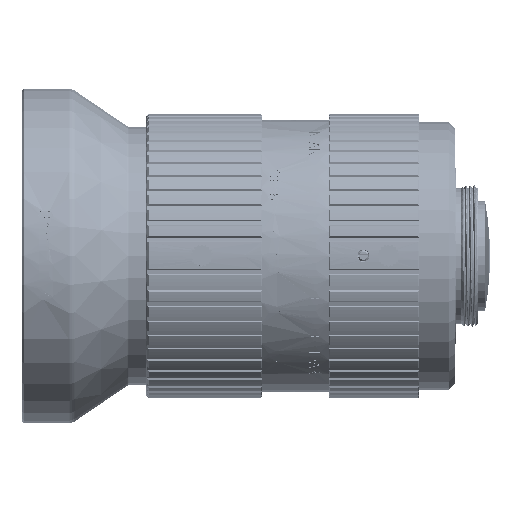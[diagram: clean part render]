
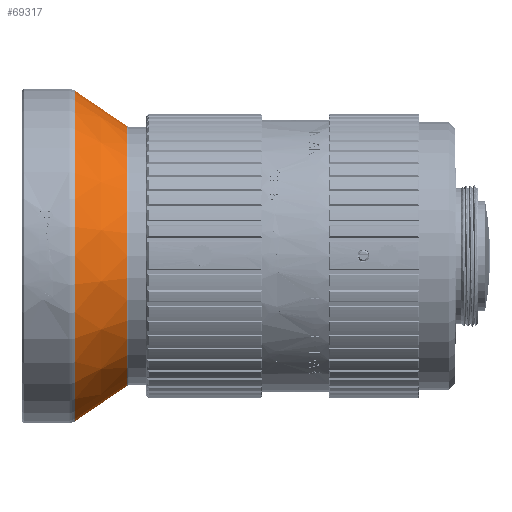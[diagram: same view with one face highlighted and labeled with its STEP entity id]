
A CAD part, top view. The second image highlights one B-rep face of the part: STEP entity #69317.
In plain terms, the highlighted conical face has half-angle 34.216 degrees and reference radius 26.462 mm.
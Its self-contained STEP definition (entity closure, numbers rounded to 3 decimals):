
#64164 = VERTEX_POINT('',#64165);
#64165 = CARTESIAN_POINT('',(-58.402,-29.654,
    0.));
#64172 = EDGE_CURVE('',#64173,#64164,#64175,.T.);
#64173 = VERTEX_POINT('',#64174);
#64174 = CARTESIAN_POINT('',(-58.402,29.654,
    0.));
#64175 = CIRCLE('',#64176,29.654);
#64176 = AXIS2_PLACEMENT_3D('',#64177,#64178,#64179);
#64177 = CARTESIAN_POINT('',(-58.402,0.,0.));
#64178 = DIRECTION('',(1.,0.,0.));
#64179 = DIRECTION('',(-0.,1.,0.));
#69170 = EDGE_CURVE('',#69171,#64164,#69173,.T.);
#69171 = VERTEX_POINT('',#69172);
#69172 = CARTESIAN_POINT('',(-49.012,-23.269,
    0.));
#69173 = LINE('',#69174,#69175);
#69174 = CARTESIAN_POINT('',(-49.012,-23.269,
    0.));
#69175 = VECTOR('',#69176,1.);
#69176 = DIRECTION('',(-0.827,-0.562,
    0.));
#69180 = EDGE_CURVE('',#64173,#69181,#69183,.T.);
#69181 = VERTEX_POINT('',#69182);
#69182 = CARTESIAN_POINT('',(-49.012,23.269,0.));
#69183 = LINE('',#69184,#69185);
#69184 = CARTESIAN_POINT('',(-58.402,29.654,
    0.));
#69185 = VECTOR('',#69186,1.);
#69186 = DIRECTION('',(0.827,-0.562,0.
    ));
#69305 = EDGE_CURVE('',#69181,#69171,#69306,.T.);
#69306 = CIRCLE('',#69307,23.269);
#69307 = AXIS2_PLACEMENT_3D('',#69308,#69309,#69310);
#69308 = CARTESIAN_POINT('',(-49.012,0.,0.));
#69309 = DIRECTION('',(1.,0.,0.));
#69310 = DIRECTION('',(-0.,1.,0.));
#69317 = ADVANCED_FACE('',(#69318),#69324,.T.);
#69318 = FACE_BOUND('',#69319,.T.);
#69319 = EDGE_LOOP('',(#69320,#69321,#69322,#69323));
#69320 = ORIENTED_EDGE('',*,*,#69180,.F.);
#69321 = ORIENTED_EDGE('',*,*,#64172,.T.);
#69322 = ORIENTED_EDGE('',*,*,#69170,.F.);
#69323 = ORIENTED_EDGE('',*,*,#69305,.F.);
#69324 = CONICAL_SURFACE('',#69325,26.462,0.597);
#69325 = AXIS2_PLACEMENT_3D('',#69326,#69327,#69328);
#69326 = CARTESIAN_POINT('',(-53.707,0.,0.));
#69327 = DIRECTION('',(-1.,0.,0.));
#69328 = DIRECTION('',(0.,0.,-1.));
